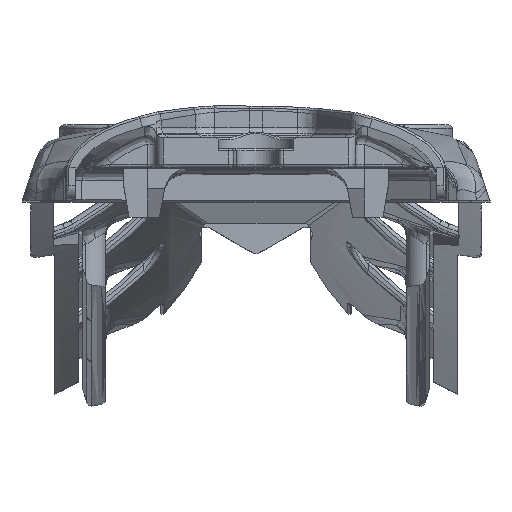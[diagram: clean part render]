
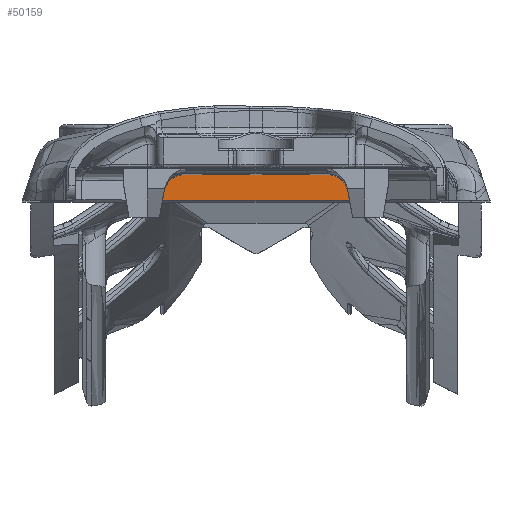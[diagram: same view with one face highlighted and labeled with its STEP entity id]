
A CAD part, top view. The second image highlights one B-rep face of the part: STEP entity #50159.
In plain terms, the highlighted planar face has unit normal (0, 0, 1).
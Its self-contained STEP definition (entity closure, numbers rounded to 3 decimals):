
#10389=DIRECTION('',(0.,1.,0.));
#10390=VECTOR('',#10389,2.71);
#10391=CARTESIAN_POINT('',(8.43,32.29,
-8.291));
#10392=LINE('',#10391,#10390);
#10393=DIRECTION('',(1.,0.,0.));
#10394=VECTOR('',#10393,16.86);
#10395=CARTESIAN_POINT('',(-8.43,32.29,
-8.291));
#10396=LINE('',#10395,#10394);
#10397=DIRECTION('',(0.,1.,0.));
#10398=VECTOR('',#10397,2.71);
#10399=CARTESIAN_POINT('',(-8.43,32.29,
-8.291));
#10400=LINE('',#10399,#10398);
#12429=DIRECTION('',(1.,0.,0.));
#12430=VECTOR('',#12429,16.86);
#12431=CARTESIAN_POINT('',(-8.43,35.,-8.291));
#12432=LINE('',#12431,#12430);
#27562=CARTESIAN_POINT('',(-8.43,35.,-8.291));
#27563=CARTESIAN_POINT('',(8.43,35.,-8.291));
#27564=VERTEX_POINT('',#27562);
#27565=VERTEX_POINT('',#27563);
#27715=CARTESIAN_POINT('',(8.43,32.29,
-8.291));
#27716=VERTEX_POINT('',#27715);
#27719=CARTESIAN_POINT('',(-8.43,32.29,
-8.291));
#27720=VERTEX_POINT('',#27719);
#50146=CARTESIAN_POINT('',(-8.43,32.09,-8.291));
#50147=DIRECTION('',(0.,0.,-1.));
#50148=DIRECTION('',(1.,0.,0.));
#50149=AXIS2_PLACEMENT_3D('',#50146,#50147,#50148);
#50150=PLANE('',#50149);
#50152=ORIENTED_EDGE('',*,*,#50151,.F.);
#50153=ORIENTED_EDGE('',*,*,#49131,.T.);
#50155=ORIENTED_EDGE('',*,*,#50154,.T.);
#50156=ORIENTED_EDGE('',*,*,#50136,.F.);
#50157=EDGE_LOOP('',(#50152,#50153,#50155,#50156));
#50158=FACE_OUTER_BOUND('',#50157,.F.);
#50159=ADVANCED_FACE('',(#50158),#50150,.F.);
#49131=EDGE_CURVE('',#27720,#27564,#10400,.T.);
#50136=EDGE_CURVE('',#27716,#27565,#10392,.T.);
#50151=EDGE_CURVE('',#27720,#27716,#10396,.T.);
#50154=EDGE_CURVE('',#27564,#27565,#12432,.T.);
